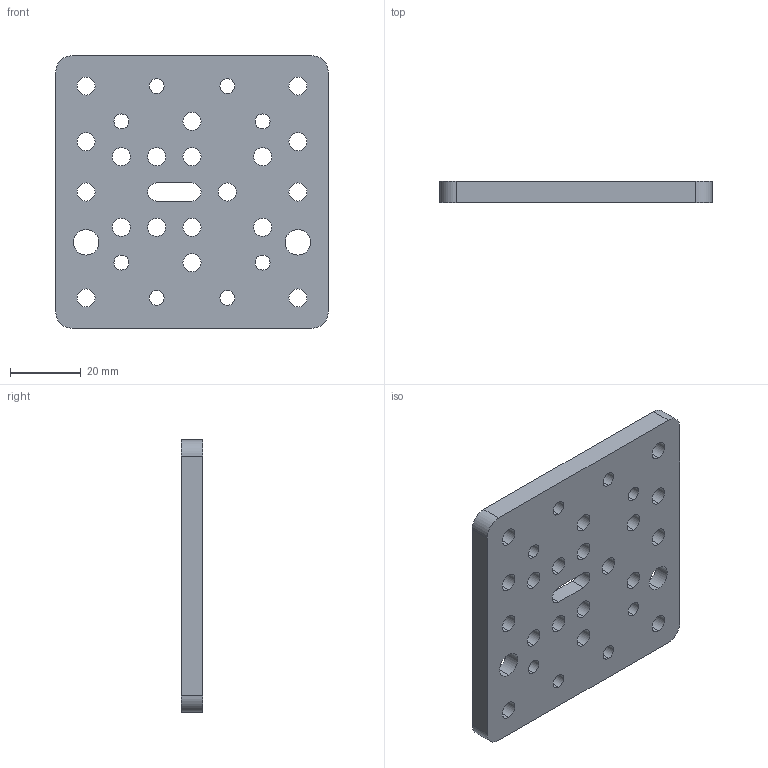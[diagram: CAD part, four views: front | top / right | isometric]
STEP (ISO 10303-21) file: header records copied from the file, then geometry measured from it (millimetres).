
FILE_DESCRIPTION (( 'STEP AP203' ), '1' );
FILE_NAME ('C-Beam Gantry Plate.step', '2015-07-29T19:37:18', ( '' ), ( '' ), 'SwSTEP 2.0', 'SolidWorks 2014', '' );
FILE_SCHEMA (( 'CONFIG_CONTROL_DESIGN' ));
Length unit declared in the file: millimetre
Products named in the file (1): C-Beam Gantry Plate
Bounding box: 77.15 x 6 x 77.15 mm (x, y, z)
Volume: 30294.9 mm3; surface area: 15389.5 mm2
Topology: 1 solids, 1 shells, 93 faces, 258 edges, 172 vertices
Faces by surface type: cylinder 76, plane 17
Entity records: 3261 total; most frequent: DIRECTION 598, CARTESIAN_POINT 524, ORIENTED_EDGE 516, EDGE_CURVE 258, AXIS2_PLACEMENT_3D 246, VERTEX_POINT 172, EDGE_LOOP 158, CIRCLE 152
